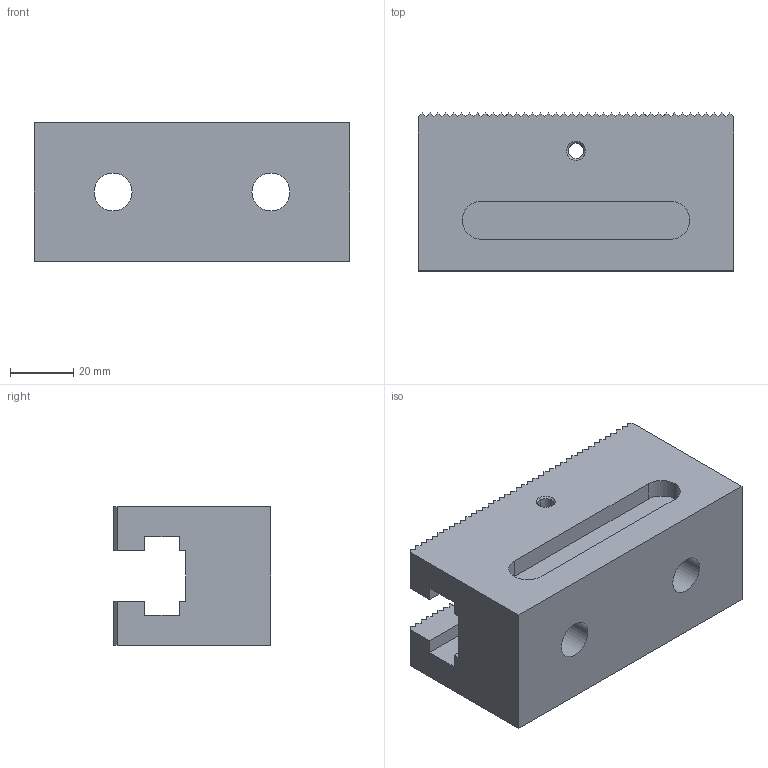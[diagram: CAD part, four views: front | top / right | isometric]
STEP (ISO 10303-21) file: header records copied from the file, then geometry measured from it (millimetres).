
FILE_DESCRIPTION(('STEP AP214'),'1');
FILE_NAME('HALDERV_EH_1585_100.stp','2017-08-30T11:17:23',('TraceParts'),('TraceParts S.A.'),'Spatial InterOp 3D',' ',' ');
FILE_SCHEMA(('automotive_design'));
Length unit declared in the file: millimetre
Products named in the file (1): HALDERV_EH_1585_100
Bounding box: 100 x 50 x 44 mm (x, y, z)
Volume: 149100.7 mm3; surface area: 33726.8 mm2
Topology: 1 solids, 1 shells, 224 faces, 662 edges, 440 vertices
Faces by surface type: plane 196, cylinder 24, cone 4
Entity records: 9238 total; most frequent: CARTESIAN_POINT 1327, ORIENTED_EDGE 1324, DIRECTION 1212, EDGE_CURVE 662, LINE 562, VECTOR 562, VERTEX_POINT 440, AXIS2_PLACEMENT_3D 325
